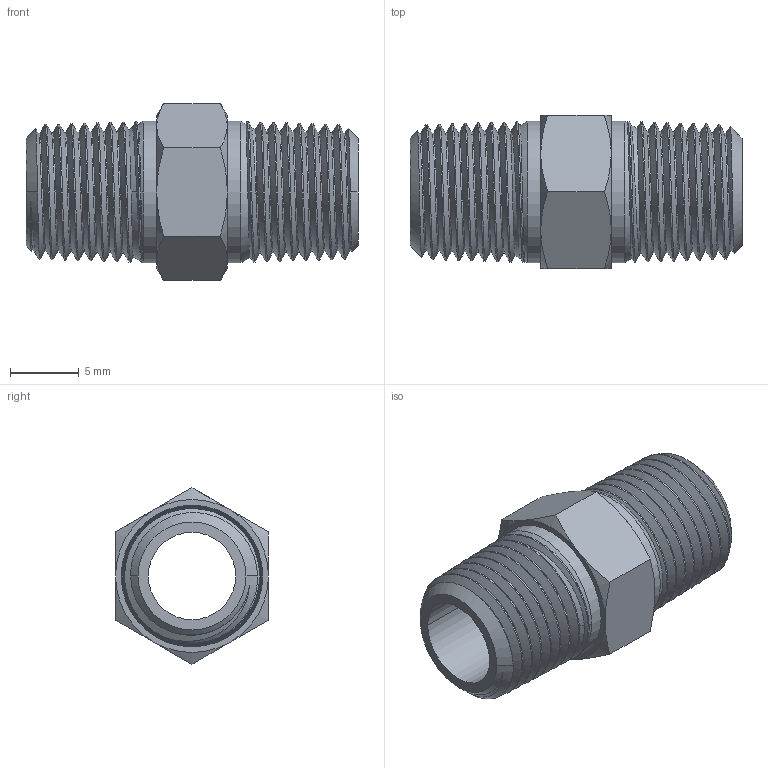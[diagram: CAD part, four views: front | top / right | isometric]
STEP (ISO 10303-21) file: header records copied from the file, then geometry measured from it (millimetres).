
FILE_DESCRIPTION(/* description */ (''),/* implementation_level */ '2;1');
FILE_NAME(/* name */ '122-N1.stp',/* time_stamp */ '2024-01-23T10:13:15-05:00',/* author */ ('esanner'),/* organization */ (''),/* preprocessor_version */ 'ST-DEVELOPER v19',/* originating_system */ 'AutoCAD Mechanical',/* authorisation */ '');
FILE_SCHEMA (('AUTOMOTIVE_DESIGN { 1 0 10303 214 3 1 1 }'));
Length unit declared in the file: millimetre
Products named in the file (2): Product; 122-N1
Assembly tree (1 placements, depth 2):
  Product
    122-N1
Bounding box: 24.13 x 11.11 x 12.83 mm (x, y, z)
Volume: 1115.4 mm3; surface area: 1662.1 mm2
Topology: 1 solids, 1 shells, 77 faces, 288 edges, 215 vertices
Faces by surface type: cone 56, plane 10, bspline 7, cylinder 4
Full cylindrical faces by diameter (mm): 10.287 x2
Entity records: 16179 total; most frequent: CARTESIAN_POINT 14059, ORIENTED_EDGE 576, EDGE_CURVE 288, DIRECTION 264, VERTEX_POINT 215, B_SPLINE_CURVE_WITH_KNOTS 179, AXIS2_PLACEMENT_3D 106, EDGE_LOOP 81
